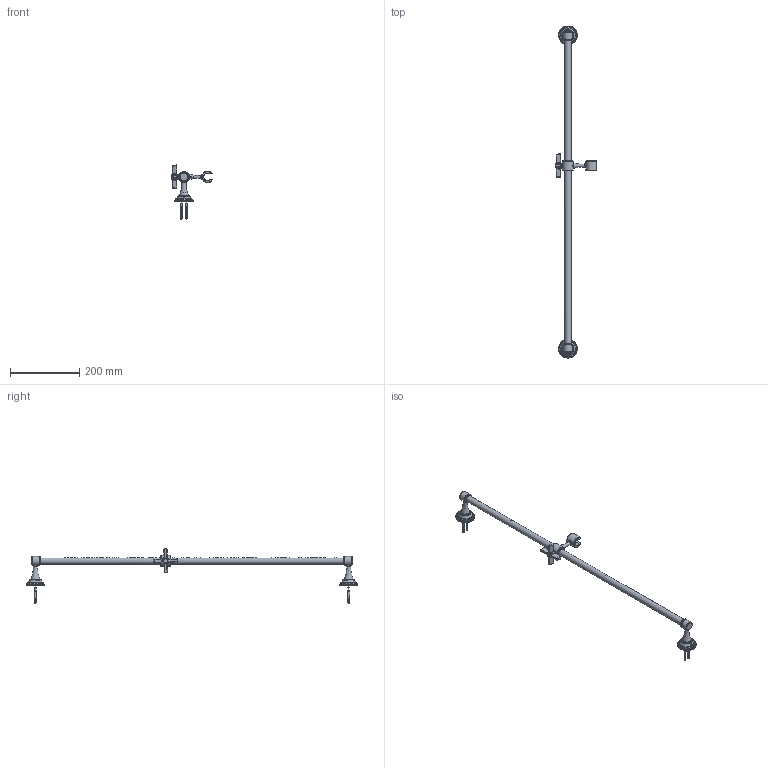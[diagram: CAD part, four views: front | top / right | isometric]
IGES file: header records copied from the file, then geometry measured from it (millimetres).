
Global section: file name: No Iges File Name specified; native system: Autodesk Inventor 2012; preprocessor: AutoDesk Inventor Iges Exporter R2012; author: adaniels; date: 20120709.135508; units: millimetre
Bounding box: 119.08 x 959.99 x 156.57 mm (x, y, z)
Volume: 183629.2 mm3; surface area: 176006.1 mm2
Topology: 35 solids, 35 shells, 1966 faces, 4395 edges, 2558 vertices
Faces by surface type: plane 898, cone 549, cylinder 318, revolution 123, bspline 40, torus 36, sphere 2
Full cylindrical faces by diameter (mm): 3.571 x1, 4 x5, 4.165 x4, 5 x2, 6.3 x1, 7 x1, 7.5 x1, 8 x2, 8.3 x4, 9.1 x1, 10.7 x1, 11.25 x2, 11.998 x1, 12.15 x2, 12.6 x1, 12.65 x1, 12.7 x1, 12.8 x1, 14.8 x1, 15.5 x2, 15.75 x1, 19.05 x1, 20.34 x4, 23 x4, 26 x2, 28 x2, 28.5 x2, 31.5 x1, 46 x2, 50 x2
